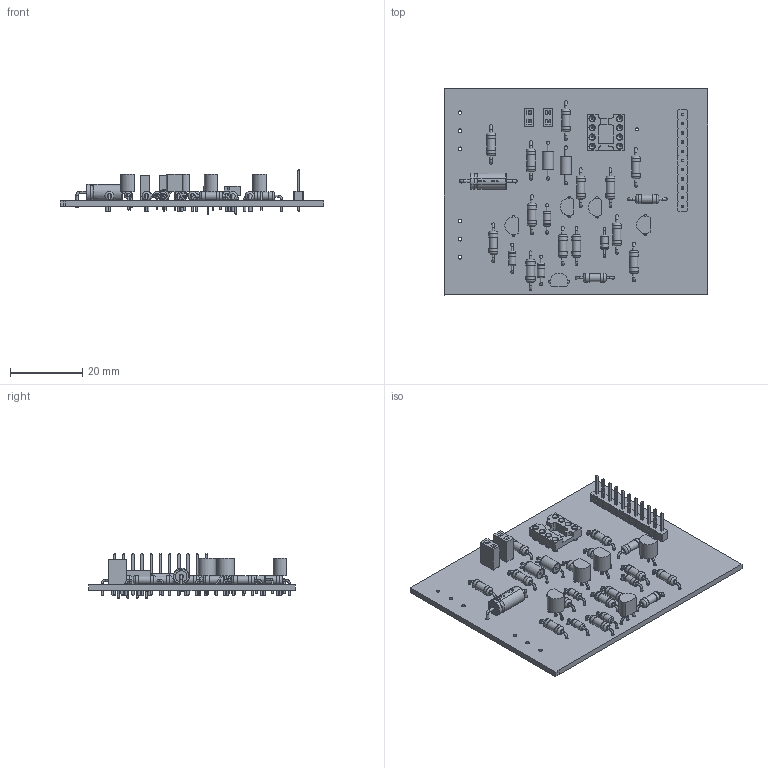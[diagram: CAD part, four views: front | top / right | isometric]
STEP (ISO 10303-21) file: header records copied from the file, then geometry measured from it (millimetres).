
FILE_DESCRIPTION(('KiCad electronic assembly'),'2;1');
FILE_NAME('vcaEG.step','2023-05-03T12:06:10',('An Author'),('A Company') ,'Open CASCADE STEP processor 6.9','KiCad to STEP converter','Unknown' );
FILE_SCHEMA(('AUTOMOTIVE_DESIGN { 1 0 10303 214 1 1 1 1 }'));
Length unit declared in the file: millimetre
Products named in the file (18): Open CASCADE STEP translator 6.9 1; DIP-8_W7.62mm_Socket; SOLID; C_Axial_L5.1mm_D3.1mm_P10.00mm_Horizontal; R_Axial_DIN0207_L6.3mm_D2.5mm_P10.16mm_Horizontal; PinSocket_1x02_P2.54mm_Vertical; TO-92_Inline_Wide; D_DO-35_SOD27_P7.62mm_Horizontal; COMPOUND; CP_Axial_L10.0mm_D4.5mm_P15.00mm_Horizontal; PinHeader_1x11_P2.54mm_Vertical
Assembly tree (40 placements, depth 3):
  Open CASCADE STEP translator 6.9 1
    DIP-8_W7.62mm_Socket
      SOLID
    C_Axial_L5.1mm_D3.1mm_P10.00mm_Horizontal  x2
      SOLID
    R_Axial_DIN0207_L6.3mm_D2.5mm_P10.16mm_Horizontal  x15
      SOLID
    PinSocket_1x02_P2.54mm_Vertical  x2
      SOLID
    TO-92_Inline_Wide  x5
      SOLID
    D_DO-35_SOD27_P7.62mm_Horizontal  x4
      COMPOUND
    CP_Axial_L10.0mm_D4.5mm_P15.00mm_Horizontal
      SOLID
    PinHeader_1x11_P2.54mm_Vertical
      SOLID
    COMPOUND
Bounding box: 72.9 x 57.02 x 12.32 mm (x, y, z)
Volume: 8284.6 mm3; surface area: 12708.2 mm2
Topology: 36 solids, 37 shells, 1186 faces, 2582 edges, 1639 vertices
Faces by surface type: plane 766, cylinder 304, torus 78, cone 24, revolution 10, bspline 4
Full cylindrical faces by diameter (mm): 0.5 x20, 0.508 x16, 0.6 x60, 0.7 x5, 0.8 x77, 1 x12, 1.125 x2, 1.524 x8, 1.724 x8, 2 x8, 2.02 x4, 2.25 x15, 2.5 x30, 2.79 x4, 3.1 x2
Entity records: 49231 total; most frequent: CARTESIAN_POINT 10296, DIRECTION 6513, LINE 4118, VECTOR 4118, ORIENTED_EDGE 3320, PCURVE 3320, DEFINITIONAL_REPRESENTATION 3320, EDGE_CURVE 1660
